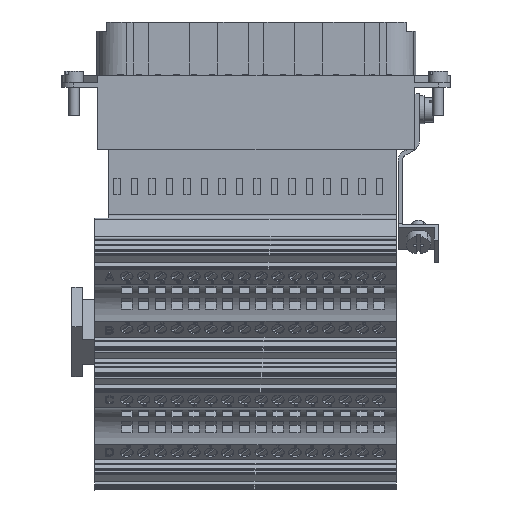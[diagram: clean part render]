
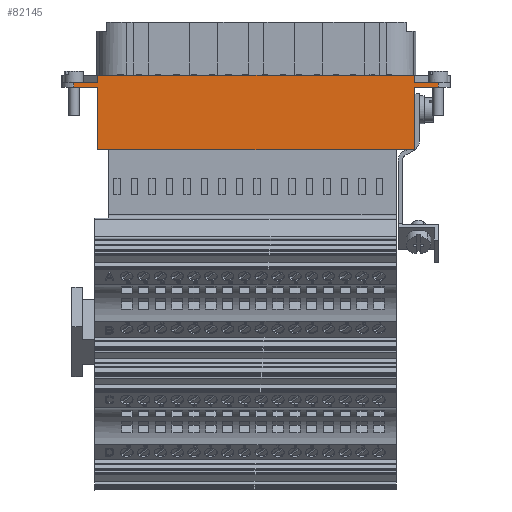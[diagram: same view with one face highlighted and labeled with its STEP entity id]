
A CAD part, top view. The second image highlights one B-rep face of the part: STEP entity #82145.
In plain terms, the highlighted planar face has unit normal (0, 0, 1).
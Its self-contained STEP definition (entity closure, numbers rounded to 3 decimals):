
#1061=DIRECTION('',(-1.,0.,0.));
#1062=VECTOR('',#1061,90.3);
#1063=CARTESIAN_POINT('',(45.15,3.4,17.002));
#1064=LINE('',#1063,#1062);
#2169=DIRECTION('',(0.,-1.,0.));
#2170=VECTOR('',#2169,2.2);
#2171=CARTESIAN_POINT('',(-45.15,3.4,17.001));
#2172=LINE('',#2171,#2170);
#2173=DIRECTION('',(0.,-1.,0.));
#2174=VECTOR('',#2173,2.2);
#2175=CARTESIAN_POINT('',(45.15,3.4,17.002));
#2176=LINE('',#2175,#2174);
#2177=DIRECTION('',(0.,-1.,0.));
#2178=VECTOR('',#2177,17.9);
#2179=CARTESIAN_POINT('',(45.15,0.,17.001));
#2180=LINE('',#2179,#2178);
#2253=DIRECTION('',(-1.,0.,0.));
#2254=VECTOR('',#2253,6.85);
#2255=CARTESIAN_POINT('',(-45.15,1.2,17.001));
#2256=LINE('',#2255,#2254);
#2285=DIRECTION('',(0.,-1.,0.));
#2286=VECTOR('',#2285,1.2);
#2287=CARTESIAN_POINT('',(-52.,1.2,17.001));
#2288=LINE('',#2287,#2286);
#2315=DIRECTION('',(1.,0.,0.));
#2316=VECTOR('',#2315,6.85);
#2317=CARTESIAN_POINT('',(-52.,0.,17.001));
#2318=LINE('',#2317,#2316);
#2351=DIRECTION('',(0.,-1.,0.));
#2352=VECTOR('',#2351,17.9);
#2353=CARTESIAN_POINT('',(-45.15,0.,17.001));
#2354=LINE('',#2353,#2352);
#2466=DIRECTION('',(1.,0.,0.));
#2467=VECTOR('',#2466,90.3);
#2468=CARTESIAN_POINT('',(-45.15,-17.9,17.001));
#2469=LINE('',#2468,#2467);
#49029=DIRECTION('',(1.,0.,0.));
#49030=VECTOR('',#49029,6.85);
#49031=CARTESIAN_POINT('',(45.15,0.,17.001));
#49032=LINE('',#49031,#49030);
#49075=DIRECTION('',(0.,1.,0.));
#49076=VECTOR('',#49075,1.2);
#49077=CARTESIAN_POINT('',(52.,0.,17.001));
#49078=LINE('',#49077,#49076);
#49093=DIRECTION('',(-1.,0.,0.));
#49094=VECTOR('',#49093,6.85);
#49095=CARTESIAN_POINT('',(52.,1.2,17.001));
#49096=LINE('',#49095,#49094);
#62395=CARTESIAN_POINT('',(-45.15,-17.9,17.001));
#62396=VERTEX_POINT('',#62395);
#62397=CARTESIAN_POINT('',(45.15,-17.9,17.001));
#62398=VERTEX_POINT('',#62397);
#62405=CARTESIAN_POINT('',(45.15,0.,17.001));
#62406=VERTEX_POINT('',#62405);
#62413=CARTESIAN_POINT('',(45.15,3.4,17.002));
#62414=CARTESIAN_POINT('',(-45.15,3.4,17.001));
#62415=VERTEX_POINT('',#62413);
#62416=VERTEX_POINT('',#62414);
#62417=CARTESIAN_POINT('',(45.15,1.2,17.001));
#62418=VERTEX_POINT('',#62417);
#62419=CARTESIAN_POINT('',(52.,1.2,17.001));
#62420=VERTEX_POINT('',#62419);
#62421=CARTESIAN_POINT('',(52.,0.,17.001));
#62422=VERTEX_POINT('',#62421);
#62423=CARTESIAN_POINT('',(-45.15,0.,17.001));
#62424=VERTEX_POINT('',#62423);
#62425=CARTESIAN_POINT('',(-52.,0.,17.001));
#62426=VERTEX_POINT('',#62425);
#62427=CARTESIAN_POINT('',(-52.,1.2,17.001));
#62428=VERTEX_POINT('',#62427);
#62429=CARTESIAN_POINT('',(-45.15,1.2,17.001));
#62430=VERTEX_POINT('',#62429);
#82116=CARTESIAN_POINT('',(0.,-7.25,17.001));
#82117=DIRECTION('',(0.,0.,1.));
#82118=DIRECTION('',(-1.,0.,0.));
#82119=AXIS2_PLACEMENT_3D('',#82116,#82117,#82118);
#82120=PLANE('',#82119);
#82121=ORIENTED_EDGE('',*,*,#80874,.F.);
#82123=ORIENTED_EDGE('',*,*,#82122,.T.);
#82125=ORIENTED_EDGE('',*,*,#82124,.F.);
#82127=ORIENTED_EDGE('',*,*,#82126,.F.);
#82129=ORIENTED_EDGE('',*,*,#82128,.F.);
#82131=ORIENTED_EDGE('',*,*,#82130,.T.);
#82133=ORIENTED_EDGE('',*,*,#82132,.F.);
#82135=ORIENTED_EDGE('',*,*,#82134,.F.);
#82137=ORIENTED_EDGE('',*,*,#82136,.F.);
#82139=ORIENTED_EDGE('',*,*,#82138,.F.);
#82141=ORIENTED_EDGE('',*,*,#82140,.F.);
#82142=ORIENTED_EDGE('',*,*,#82108,.F.);
#82143=EDGE_LOOP('',(#82121,#82123,#82125,#82127,#82129,#82131,#82133,#82135,
#82137,#82139,#82141,#82142));
#82144=FACE_OUTER_BOUND('',#82143,.F.);
#82145=ADVANCED_FACE('',(#82144),#82120,.T.);
#80874=EDGE_CURVE('',#62415,#62416,#1064,.T.);
#82108=EDGE_CURVE('',#62416,#62430,#2172,.T.);
#82122=EDGE_CURVE('',#62415,#62418,#2176,.T.);
#82124=EDGE_CURVE('',#62420,#62418,#49096,.T.);
#82126=EDGE_CURVE('',#62422,#62420,#49078,.T.);
#82128=EDGE_CURVE('',#62406,#62422,#49032,.T.);
#82130=EDGE_CURVE('',#62406,#62398,#2180,.T.);
#82132=EDGE_CURVE('',#62396,#62398,#2469,.T.);
#82134=EDGE_CURVE('',#62424,#62396,#2354,.T.);
#82136=EDGE_CURVE('',#62426,#62424,#2318,.T.);
#82138=EDGE_CURVE('',#62428,#62426,#2288,.T.);
#82140=EDGE_CURVE('',#62430,#62428,#2256,.T.);
